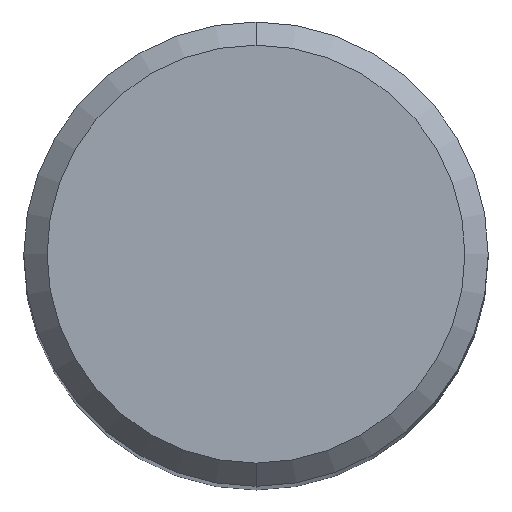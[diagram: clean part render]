
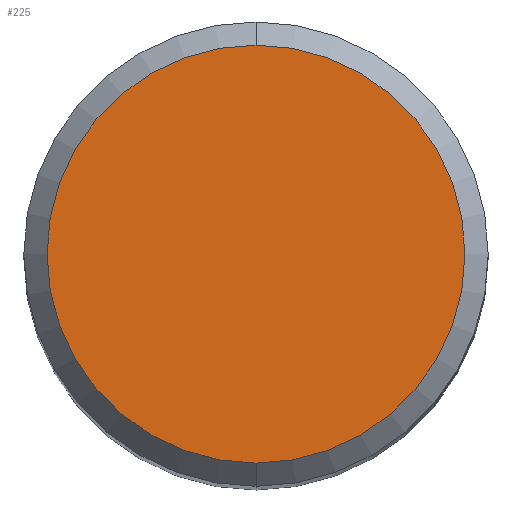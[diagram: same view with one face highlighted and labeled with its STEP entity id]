
A CAD part, top view. The second image highlights one B-rep face of the part: STEP entity #225.
In plain terms, the highlighted planar face has unit normal (0, 0, 1).
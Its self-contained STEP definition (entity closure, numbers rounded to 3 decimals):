
#197=EDGE_CURVE('',#251,#223,#492,.T.);
#223=VERTEX_POINT('',#520);
#225=ADVANCED_FACE('',(#522),#523,.T.);
#251=VERTEX_POINT('',#551);
#351=EDGE_CURVE('',#223,#251,#664,.T.);
#492=CIRCLE('',#814,5.4);
#520=CARTESIAN_POINT('',(0.0,5.4,53.614));
#522=FACE_OUTER_BOUND('',#898,.T.);
#523=PLANE('',#899);
#551=CARTESIAN_POINT('',(0.,-5.4,53.614));
#664=CIRCLE('',#1197,5.4);
#814=AXIS2_PLACEMENT_3D('',#1466,#1467,#1468);
#898=EDGE_LOOP('',(#1493,#1494));
#899=AXIS2_PLACEMENT_3D('',#1495,#1496,#1497);
#1197=AXIS2_PLACEMENT_3D('',#1666,#1667,#1668);
#1466=CARTESIAN_POINT('',(0.0,0.0,53.614));
#1467=DIRECTION('',(0.0,0.0,-1.0));
#1468=DIRECTION('',(0.0,1.0,0.0));
#1493=ORIENTED_EDGE('',*,*,#351,.F.);
#1494=ORIENTED_EDGE('',*,*,#197,.F.);
#1495=CARTESIAN_POINT('',(0.0,2.7,53.614));
#1496=DIRECTION('',(-0.0,0.0,1.0));
#1497=DIRECTION('',(0.0,-1.0,0.0));
#1666=CARTESIAN_POINT('',(0.0,0.0,53.614));
#1667=DIRECTION('',(0.0,0.0,-1.0));
#1668=DIRECTION('',(0.0,1.0,0.0));
